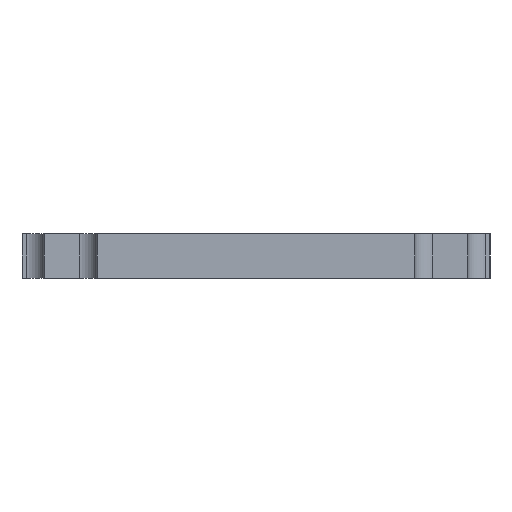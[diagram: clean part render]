
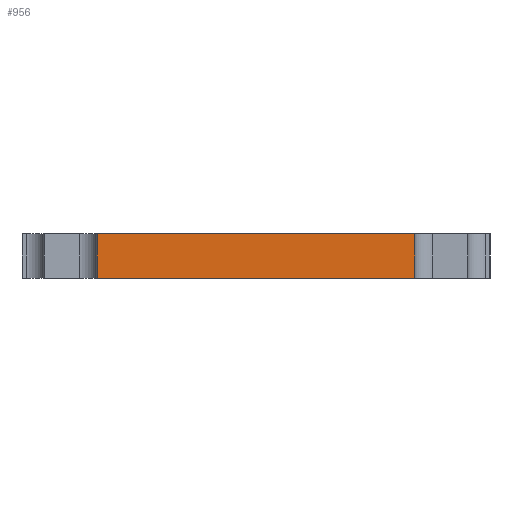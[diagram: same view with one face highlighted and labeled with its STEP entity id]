
A CAD part, left-side view. The second image highlights one B-rep face of the part: STEP entity #956.
In plain terms, the highlighted planar face has unit normal (-1, 0, 0).
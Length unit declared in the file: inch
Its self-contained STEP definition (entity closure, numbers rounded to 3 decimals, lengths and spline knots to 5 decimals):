
#109 = EDGE_CURVE ( 'NONE', #2408, #2630, #2248, .T. ) ;
#170 = CARTESIAN_POINT ( 'NONE',  ( -13.5625, -2.25, 0.3125 ) ) ;
#189 = CARTESIAN_POINT ( 'NONE',  ( -13.5625, -2.25, -0.3125 ) ) ;
#208 = LINE ( 'NONE', #233, #1668 ) ;
#233 = CARTESIAN_POINT ( 'NONE',  ( -13.5625, 2.25, -25.31445 ) ) ;
#420 = VERTEX_POINT ( 'NONE', #189 ) ;
#432 = AXIS2_PLACEMENT_3D ( 'NONE', #1427, #2823, #737 ) ;
#438 = DIRECTION ( 'NONE',  ( 0., 0., 1. ) ) ;
#529 = EDGE_CURVE ( 'NONE', #2687, #2408, #208, .T. ) ;
#536 = FACE_OUTER_BOUND ( 'NONE', #818, .T. ) ;
#737 = DIRECTION ( 'NONE',  ( 0., 0., 1. ) ) ;
#789 = VECTOR ( 'NONE', #1107, 39.37008 ) ;
#818 = EDGE_LOOP ( 'NONE', ( #1397, #2518, #2494, #2719 ) ) ;
#956 = ADVANCED_FACE ( 'NONE', ( #536 ), #2370, .T. ) ;
#1047 = CARTESIAN_POINT ( 'NONE',  ( -13.5625, 2.25, 0.3125 ) ) ;
#1107 = DIRECTION ( 'NONE',  ( 0., -1., 0. ) ) ;
#1359 = CARTESIAN_POINT ( 'NONE',  ( -13.5625, -2.25, -25.31445 ) ) ;
#1376 = LINE ( 'NONE', #1359, #2699 ) ;
#1397 = ORIENTED_EDGE ( 'NONE', *, *, #529, .F. ) ;
#1427 = CARTESIAN_POINT ( 'NONE',  ( -13.5625, 2.25, -25.31445 ) ) ;
#1510 = CARTESIAN_POINT ( 'NONE',  ( -13.5625, 2.25, -0.3125 ) ) ;
#1668 = VECTOR ( 'NONE', #1840, 39.37008 ) ;
#1840 = DIRECTION ( 'NONE',  ( 0., 0., 1. ) ) ;
#2236 = CARTESIAN_POINT ( 'NONE',  ( -13.5625, 2.25, 0.3125 ) ) ;
#2248 = LINE ( 'NONE', #1047, #789 ) ;
#2260 = VECTOR ( 'NONE', #2445, 39.37008 ) ;
#2370 = PLANE ( 'NONE',  #432 ) ;
#2408 = VERTEX_POINT ( 'NONE', #2236 ) ;
#2445 = DIRECTION ( 'NONE',  ( 0., -1., 0. ) ) ;
#2494 = ORIENTED_EDGE ( 'NONE', *, *, #2576, .T. ) ;
#2518 = ORIENTED_EDGE ( 'NONE', *, *, #2520, .T. ) ;
#2520 = EDGE_CURVE ( 'NONE', #2687, #420, #2673, .T. ) ;
#2571 = CARTESIAN_POINT ( 'NONE',  ( -13.5625, 2.25, -0.3125 ) ) ;
#2576 = EDGE_CURVE ( 'NONE', #420, #2630, #1376, .T. ) ;
#2630 = VERTEX_POINT ( 'NONE', #170 ) ;
#2673 = LINE ( 'NONE', #1510, #2260 ) ;
#2687 = VERTEX_POINT ( 'NONE', #2571 ) ;
#2699 = VECTOR ( 'NONE', #438, 39.37008 ) ;
#2719 = ORIENTED_EDGE ( 'NONE', *, *, #109, .F. ) ;
#2823 = DIRECTION ( 'NONE',  ( -1., 0., 0. ) ) ;
